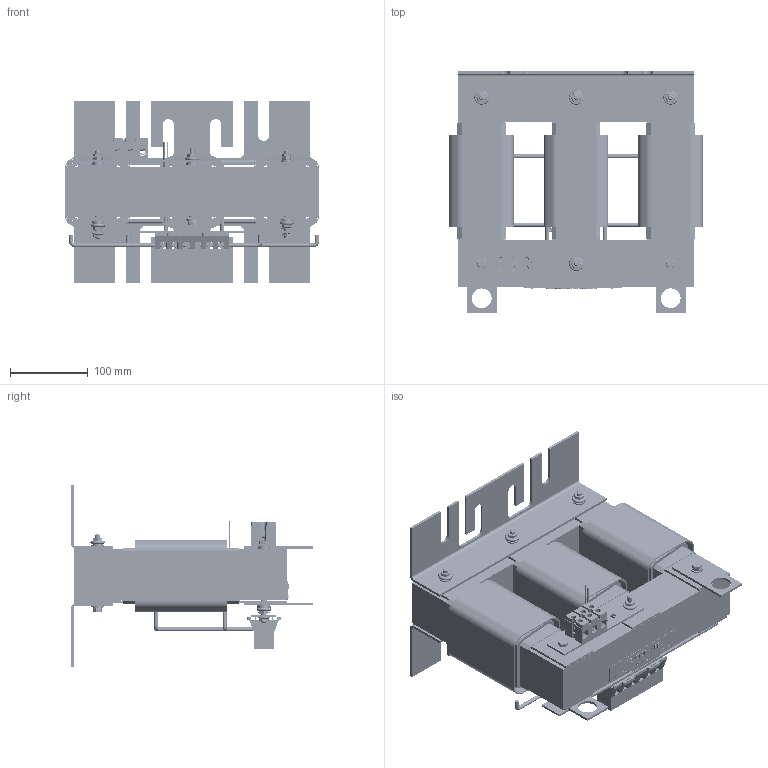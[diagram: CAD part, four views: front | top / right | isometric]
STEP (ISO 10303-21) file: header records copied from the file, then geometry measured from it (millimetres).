
FILE_DESCRIPTION(/* description */ (''),/* implementation_level */ '2;1');
FILE_NAME(/* name */ 'KTRMG55C.stp',/* time_stamp */ '2020-08-03T10:03:31-05:00',/* author */ ('jnelson'),/* organization */ (''),/* preprocessor_version */ 'ST-DEVELOPER v17',/* originating_system */ 'Autodesk Inventor 2019',/* authorisation */ '');
FILE_SCHEMA (('AUTOMOTIVE_DESIGN { 1 0 10303 214 3 1 1 }'));
Products named in the file (30): KTRMG55C; 15178; 21513-2.50; 24263-REV-NR; 15309; 24183; 30418-COIL; 24183 WINDING; 30418 OUTER WRAP; 1505-1763-4495 ASSEMBLY; 30097- LARGE  BLANK  (REACTOR); 3933; 3935; 23506; 1505_better; 19324; KTR29A55HG A1; KTR29A55HG Straight; KTR29A55HG Straight Short; 28453; 28453_1; 11923insert-hex head; 11923-1; 11923-HEX SCREW; 31553; 29477-SHORT LEADS; 1763-4495 ASSEMBLY; 4495; 1763; 1505
Assembly tree (80 placements, depth 4):
  KTRMG55C
    21513-2.50  x2
    15178  x2
    24263-REV-NR  x2
    15309  x2
    24183  x3
      30418-COIL
      24183 WINDING
      30418 OUTER WRAP
    1505-1763-4495 ASSEMBLY  x5
      4495
      1763
      1505
    30097- LARGE  BLANK  (REACTOR)
    3933  x4
    1763-4495 ASSEMBLY  x7
      4495
      1763
    3935  x2
    23506
    1505_better  x2
    1763
    19324
    KTR29A55HG A1  x12
    KTR29A55HG Straight  x12
    KTR29A55HG Straight Short  x2
    28453
      28453_1
      11923insert-hex head  x3
        11923-1
        11923-HEX SCREW
    31553
    29477-SHORT LEADS
    1505
Bounding box: 327.57 x 312.17 x 234.95 mm (x, y, z)
Volume: 5842655.4 mm3; surface area: 1738600.1 mm2
Topology: 258 solids, 258 shells, 7213 faces, 19518 edges, 12890 vertices
Faces by surface type: plane 3998, cylinder 2956, bspline 166, cone 60, torus 29, sphere 4
Full cylindrical faces by diameter (mm): 0.762 x2, 1.524 x2, 1.841 x1, 2.794 x3, 2.91 x1, 3.962 x5, 4.166 x4, 4.496 x3, 4.724 x2, 4.898 x5, 4.978 x2, 5.08 x50, 5.083 x1, 5.172 x30, 6.124 x5, 6.147 x12, 6.35 x45, 6.375 x12, 6.379 x1, 6.604 x6, 7.01 x6, 7.137 x13, 7.341 x5, 7.62 x12, 8.128 x4, 8.636 x6, 9.652 x2, 10.312 x6, 12.7 x12, 15.875 x13
Entity records: 102037 total; most frequent: CARTESIAN_POINT 21293, ORIENTED_EDGE 16708, DIRECTION 16280, EDGE_CURVE 8354, LINE 5714, VECTOR 5714, VERTEX_POINT 5528, AXIS2_PLACEMENT_3D 5283
